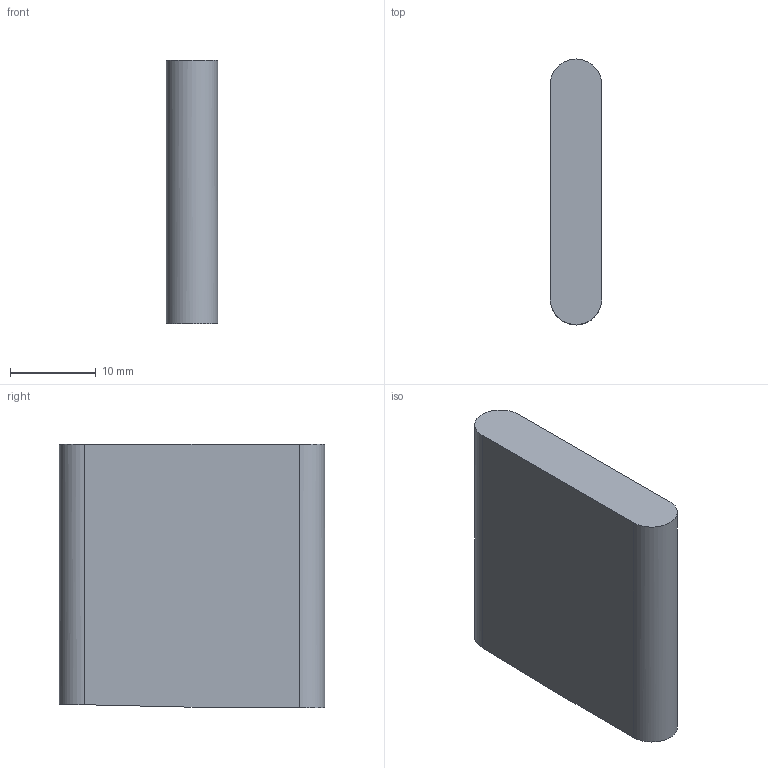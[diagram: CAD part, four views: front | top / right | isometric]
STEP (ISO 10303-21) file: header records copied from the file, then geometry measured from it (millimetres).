
FILE_DESCRIPTION(('FreeCAD Model'),'2;1');
FILE_NAME('Centerboard.step', '2020-05-10T13:17:23',('Author'),(''), 'Open CASCADE STEP processor 7.3','FreeCAD','Unknown');
FILE_SCHEMA(('AUTOMOTIVE_DESIGN { 1 0 10303 214 1 1 1 1 }'));
Length unit declared in the file: millimetre
Products named in the file (1): Centerboard
Bounding box: 6 x 31 x 30.73 mm (x, y, z)
Volume: 5455.6 mm3; surface area: 2462.8 mm2
Topology: 1 solids, 1 shells, 7 faces, 16 edges, 11 vertices
Faces by surface type: plane 3, cylinder 2, bspline 2
Entity records: 813 total; most frequent: CARTESIAN_POINT 499, DIRECTION 41, ORIENTED_EDGE 32, PCURVE 32, DEFINITIONAL_REPRESENTATION 32, LINE 23, VECTOR 23, B_SPLINE_CURVE_WITH_KNOTS 21
